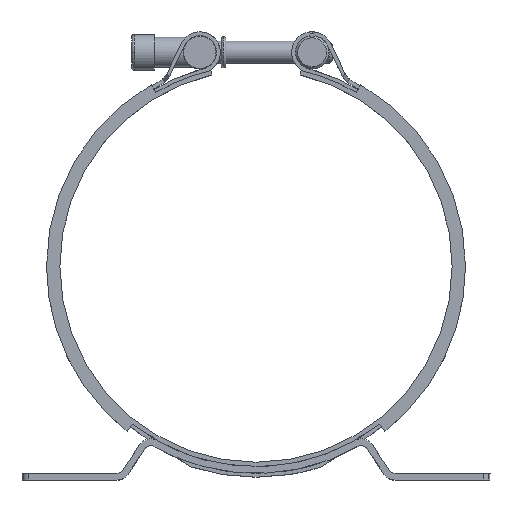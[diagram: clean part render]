
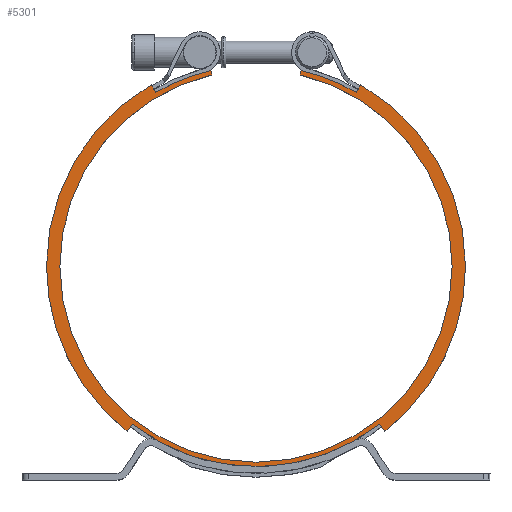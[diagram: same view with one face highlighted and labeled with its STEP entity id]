
A CAD part, top view. The second image highlights one B-rep face of the part: STEP entity #5301.
In plain terms, the highlighted free-form (B-spline) face has degree [1, 1] with [2, 2] control points.
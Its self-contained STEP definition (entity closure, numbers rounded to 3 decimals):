
#3862=CARTESIAN_POINT('',(618.441,322.448,28.0));
#3863=VERTEX_POINT('',#3862);
#3872=CARTESIAN_POINT('',(550.237,408.192,28.0));
#3873=VERTEX_POINT('',#3872);
#3874=CARTESIAN_POINT('',(530.441,322.448,28.0));
#3875=DIRECTION('',(0.0,0.0,-1.0));
#3876=DIRECTION('',(1.0,0.0,0.0));
#3877=AXIS2_PLACEMENT_3D('',#3874,#3875,#3876);
#3878=CIRCLE('',#3877,88.0);
#3879=EDGE_CURVE('',#3873,#3863,#3878,.T.);
#3927=CARTESIAN_POINT('',(442.441,322.448,28.0));
#3928=VERTEX_POINT('',#3927);
#3944=CARTESIAN_POINT('',(510.645,408.192,28.0));
#3945=VERTEX_POINT('',#3944);
#3952=CARTESIAN_POINT('',(530.441,322.448,28.0));
#3953=DIRECTION('',(0.0,0.0,-1.0));
#3954=DIRECTION('',(1.0,0.0,0.0));
#3955=AXIS2_PLACEMENT_3D('',#3952,#3953,#3954);
#3956=CIRCLE('',#3955,88.0);
#3957=EDGE_CURVE('',#3928,#3945,#3956,.T.);
#3988=CARTESIAN_POINT('',(624.441,322.448,28.0));
#3989=VERTEX_POINT('',#3988);
#3998=CARTESIAN_POINT('',(588.313,248.375,28.0));
#3999=VERTEX_POINT('',#3998);
#4000=CARTESIAN_POINT('',(530.441,322.448,28.0));
#4001=DIRECTION('',(0.0,0.0,1.0));
#4002=DIRECTION('',(-1.0,0.0,0.0));
#4003=AXIS2_PLACEMENT_3D('',#4000,#4001,#4002);
#4004=CIRCLE('',#4003,94.0);
#4005=EDGE_CURVE('',#3999,#3989,#4004,.T.);
#4087=CARTESIAN_POINT('',(550.687,410.141,28.0));
#4088=VERTEX_POINT('',#4087);
#4095=CARTESIAN_POINT('',(575.441,400.39,28.0));
#4096=VERTEX_POINT('',#4095);
#4097=CARTESIAN_POINT('',(530.441,322.448,28.0));
#4098=DIRECTION('',(0.0,0.0,-1.0));
#4099=DIRECTION('',(0.367,0.93,0.0));
#4100=AXIS2_PLACEMENT_3D('',#4097,#4098,#4099);
#4101=CIRCLE('',#4100,90.);
#4102=EDGE_CURVE('',#4088,#4096,#4101,.T.);
#4209=CARTESIAN_POINT('',(585.851,251.527,28.0));
#4210=VERTEX_POINT('',#4209);
#4217=CARTESIAN_POINT('',(475.032,251.527,28.0));
#4218=VERTEX_POINT('',#4217);
#4219=CARTESIAN_POINT('',(530.441,322.448,28.0));
#4220=DIRECTION('',(0.0,0.0,-1.0));
#4221=DIRECTION('',(0.326,-0.946,0.0));
#4222=AXIS2_PLACEMENT_3D('',#4219,#4220,#4221);
#4223=CIRCLE('',#4222,90.);
#4224=EDGE_CURVE('',#4210,#4218,#4223,.T.);
#4417=CARTESIAN_POINT('',(436.441,322.448,28.0));
#4418=VERTEX_POINT('',#4417);
#4427=CARTESIAN_POINT('',(483.441,403.854,28.0));
#4428=VERTEX_POINT('',#4427);
#4429=CARTESIAN_POINT('',(530.441,322.448,28.0));
#4430=DIRECTION('',(0.0,0.0,-1.0));
#4431=DIRECTION('',(1.0,0.0,0.0));
#4432=AXIS2_PLACEMENT_3D('',#4429,#4430,#4431);
#4433=CIRCLE('',#4432,94.0);
#4434=EDGE_CURVE('',#4418,#4428,#4433,.T.);
#4543=CARTESIAN_POINT('',(472.569,248.375,28.0));
#4544=VERTEX_POINT('',#4543);
#4545=CARTESIAN_POINT('',(472.569,248.375,28.0));
#4546=DIRECTION('',(0.616,0.788,0.0));
#4547=VECTOR('',#4546,4.);
#4548=LINE('',#4545,#4547);
#4549=EDGE_CURVE('',#4544,#4218,#4548,.T.);
#4644=CARTESIAN_POINT('',(485.441,400.39,28.0));
#4645=VERTEX_POINT('',#4644);
#4646=CARTESIAN_POINT('',(485.441,400.39,28.0));
#4647=DIRECTION('',(-0.5,0.866,0.0));
#4648=VECTOR('',#4647,4.);
#4649=LINE('',#4646,#4648);
#4650=EDGE_CURVE('',#4645,#4428,#4649,.T.);
#4804=CARTESIAN_POINT('',(530.441,322.448,28.0));
#4805=DIRECTION('',(0.0,0.0,-1.0));
#4806=DIRECTION('',(1.0,0.0,0.0));
#4807=AXIS2_PLACEMENT_3D('',#4804,#4805,#4806);
#4808=CIRCLE('',#4807,94.0);
#4809=EDGE_CURVE('',#4544,#4418,#4808,.T.);
#4821=CARTESIAN_POINT('',(510.196,410.141,28.0));
#4822=VERTEX_POINT('',#4821);
#4829=CARTESIAN_POINT('',(510.645,408.192,28.0));
#4830=DIRECTION('',(-0.225,0.974,0.0));
#4831=VECTOR('',#4830,2.);
#4832=LINE('',#4829,#4831);
#4833=EDGE_CURVE('',#3945,#4822,#4832,.T.);
#4908=CARTESIAN_POINT('',(588.313,248.375,28.0));
#4909=DIRECTION('',(-0.616,0.788,0.0));
#4910=VECTOR('',#4909,4.);
#4911=LINE('',#4908,#4910);
#4912=EDGE_CURVE('',#3999,#4210,#4911,.T.);
#4991=CARTESIAN_POINT('',(577.441,403.854,28.0));
#4992=VERTEX_POINT('',#4991);
#4993=CARTESIAN_POINT('',(575.441,400.39,28.0));
#4994=DIRECTION('',(0.5,0.866,0.0));
#4995=VECTOR('',#4994,4.);
#4996=LINE('',#4993,#4995);
#4997=EDGE_CURVE('',#4096,#4992,#4996,.T.);
#5202=CARTESIAN_POINT('',(530.441,322.448,28.0));
#5203=DIRECTION('',(0.0,0.0,1.0));
#5204=DIRECTION('',(-0.367,0.93,0.0));
#5205=AXIS2_PLACEMENT_3D('',#5202,#5203,#5204);
#5206=CIRCLE('',#5205,90.);
#5207=EDGE_CURVE('',#4822,#4645,#5206,.T.);
#5257=CARTESIAN_POINT('',(530.441,322.448,28.0));
#5258=DIRECTION('',(0.0,0.0,1.0));
#5259=DIRECTION('',(-1.0,0.0,0.0));
#5260=AXIS2_PLACEMENT_3D('',#5257,#5258,#5259);
#5261=CIRCLE('',#5260,94.0);
#5262=EDGE_CURVE('',#3989,#4992,#5261,.T.);
#5267=CARTESIAN_POINT('',(624.441,410.141,28.0));
#5268=CARTESIAN_POINT('',(436.441,410.141,28.0));
#5269=CARTESIAN_POINT('',(624.441,232.448,28.0));
#5270=CARTESIAN_POINT('',(436.441,232.448,28.0));
#5271=B_SPLINE_SURFACE_WITH_KNOTS('',1,1,((#5267,#5269),(#5268,#5270)),.UNSPECIFIED.,.F.,.F.,.U.,(2,2),(2,2),(0.0,188.0),(0.0,177.693),.UNSPECIFIED.);
#5272=ORIENTED_EDGE('',*,*,#4912,.F.);
#5273=ORIENTED_EDGE('',*,*,#4005,.T.);
#5274=ORIENTED_EDGE('',*,*,#5262,.T.);
#5275=ORIENTED_EDGE('',*,*,#4997,.F.);
#5276=ORIENTED_EDGE('',*,*,#4102,.F.);
#5277=CARTESIAN_POINT('',(550.237,408.192,28.0));
#5278=DIRECTION('',(0.225,0.974,0.0));
#5279=VECTOR('',#5278,2.);
#5280=LINE('',#5277,#5279);
#5281=EDGE_CURVE('',#3873,#4088,#5280,.T.);
#5282=ORIENTED_EDGE('',*,*,#5281,.F.);
#5283=ORIENTED_EDGE('',*,*,#3879,.T.);
#5284=CARTESIAN_POINT('',(530.441,322.448,28.0));
#5285=DIRECTION('',(0.0,0.0,-1.0));
#5286=DIRECTION('',(1.0,0.0,0.0));
#5287=AXIS2_PLACEMENT_3D('',#5284,#5285,#5286);
#5288=CIRCLE('',#5287,88.0);
#5289=EDGE_CURVE('',#3863,#3928,#5288,.T.);
#5290=ORIENTED_EDGE('',*,*,#5289,.T.);
#5291=ORIENTED_EDGE('',*,*,#3957,.T.);
#5292=ORIENTED_EDGE('',*,*,#4833,.T.);
#5293=ORIENTED_EDGE('',*,*,#5207,.T.);
#5294=ORIENTED_EDGE('',*,*,#4650,.T.);
#5295=ORIENTED_EDGE('',*,*,#4434,.F.);
#5296=ORIENTED_EDGE('',*,*,#4809,.F.);
#5297=ORIENTED_EDGE('',*,*,#4549,.T.);
#5298=ORIENTED_EDGE('',*,*,#4224,.F.);
#5299=EDGE_LOOP('',(#5272,#5273,#5274,#5275,#5276,#5282,#5283,#5290,#5291,#5292,#5293,#5294,#5295,#5296,#5297,#5298));
#5300=FACE_OUTER_BOUND('',#5299,.T.);
#5301=ADVANCED_FACE('',(#5300),#5271,.T.);
